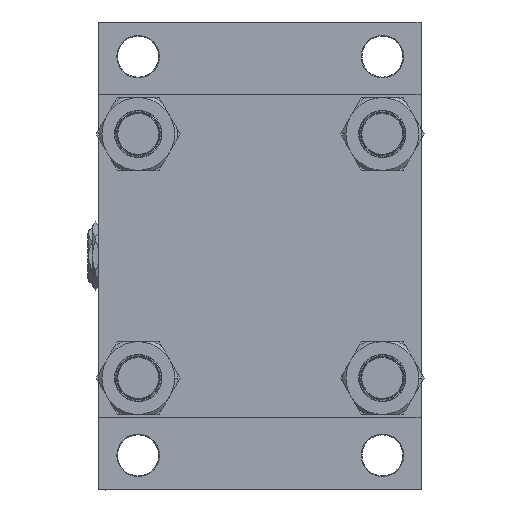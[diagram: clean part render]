
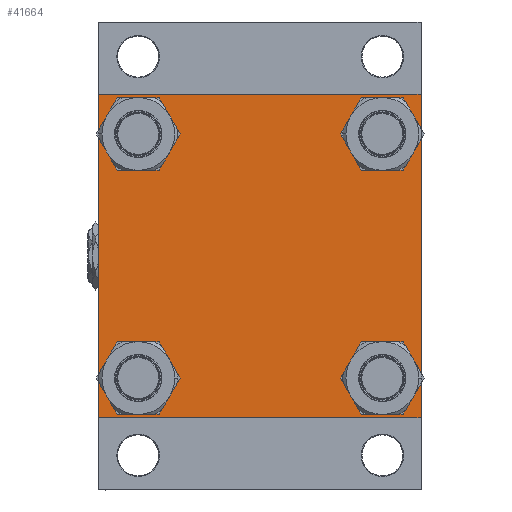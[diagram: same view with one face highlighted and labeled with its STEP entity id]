
A CAD part, left-side view. The second image highlights one B-rep face of the part: STEP entity #41664.
In plain terms, the highlighted planar face has unit normal (-1, 0, 0).
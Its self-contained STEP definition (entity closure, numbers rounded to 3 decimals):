
#313 = CARTESIAN_POINT ( 'NONE',  ( 0., -77.45, -77.45 ) ) ;
#320 = DIRECTION ( 'NONE',  ( 1., 0., 0. ) ) ;
#1053 = CIRCLE ( 'NONE', #30814, 14. ) ;
#1211 = ORIENTED_EDGE ( 'NONE', *, *, #16814, .T. ) ;
#2374 = DIRECTION ( 'NONE',  ( 1., 0., 0. ) ) ;
#2419 = AXIS2_PLACEMENT_3D ( 'NONE', #3618, #320, #49461 ) ;
#2522 = LINE ( 'NONE', #14355, #8264 ) ;
#3566 = CARTESIAN_POINT ( 'NONE',  ( 0., -102.25, -102.25 ) ) ;
#3618 = CARTESIAN_POINT ( 'NONE',  ( 0., 77.45, -77.45 ) ) ;
#3768 = EDGE_LOOP ( 'NONE', ( #33969, #37242 ) ) ;
#3982 = VECTOR ( 'NONE', #48347, 1000. ) ;
#4395 = EDGE_CURVE ( 'NONE', #43389, #43873, #1053, .T. ) ;
#4599 = FACE_BOUND ( 'NONE', #3768, .T. ) ;
#4601 = VECTOR ( 'NONE', #26733, 1000. ) ;
#4613 = DIRECTION ( 'NONE',  ( 1., 0., 0. ) ) ;
#4649 = VERTEX_POINT ( 'NONE', #40609 ) ;
#4988 = ORIENTED_EDGE ( 'NONE', *, *, #22493, .T. ) ;
#5573 = CARTESIAN_POINT ( 'NONE',  ( 0., -102.5, 102. ) ) ;
#6041 = EDGE_CURVE ( 'NONE', #42962, #8964, #26854, .T. ) ;
#6396 = VERTEX_POINT ( 'NONE', #31850 ) ;
#6580 = EDGE_CURVE ( 'NONE', #6396, #20231, #25292, .T. ) ;
#6804 = ORIENTED_EDGE ( 'NONE', *, *, #21654, .F. ) ;
#7025 = LINE ( 'NONE', #22378, #3982 ) ;
#7135 = CARTESIAN_POINT ( 'NONE',  ( 0., -102., 102.5 ) ) ;
#7502 = DIRECTION ( 'NONE',  ( 0., 0.707, 0.707 ) ) ;
#7766 = ORIENTED_EDGE ( 'NONE', *, *, #33422, .T. ) ;
#8126 = PLANE ( 'NONE',  #10154 ) ;
#8264 = VECTOR ( 'NONE', #33254, 1000. ) ;
#8964 = VERTEX_POINT ( 'NONE', #12624 ) ;
#9339 = CARTESIAN_POINT ( 'NONE',  ( 0., 102.5, -102.5 ) ) ;
#9638 = DIRECTION ( 'NONE',  ( 0., 0., 1. ) ) ;
#9904 = VERTEX_POINT ( 'NONE', #5573 ) ;
#10154 = AXIS2_PLACEMENT_3D ( 'NONE', #31035, #11908, #20212 ) ;
#10166 = VECTOR ( 'NONE', #10232, 1000. ) ;
#10232 = DIRECTION ( 'NONE',  ( 0., 0.707, -0.707 ) ) ;
#10457 = EDGE_CURVE ( 'NONE', #6396, #20692, #32406, .T. ) ;
#10612 = EDGE_LOOP ( 'NONE', ( #48595, #23602 ) ) ;
#11065 = DIRECTION ( 'NONE',  ( 0., 0., 1. ) ) ;
#11589 = AXIS2_PLACEMENT_3D ( 'NONE', #24482, #24733, #9638 ) ;
#11764 = VERTEX_POINT ( 'NONE', #31800 ) ;
#11908 = DIRECTION ( 'NONE',  ( -1., 0., 0. ) ) ;
#12336 = CARTESIAN_POINT ( 'NONE',  ( 0., 102.5, 102. ) ) ;
#12486 = CARTESIAN_POINT ( 'NONE',  ( 0., -77.45, 63.45 ) ) ;
#12624 = CARTESIAN_POINT ( 'NONE',  ( 0., -77.45, 91.45 ) ) ;
#12928 = VERTEX_POINT ( 'NONE', #46358 ) ;
#13300 = EDGE_CURVE ( 'NONE', #13935, #36889, #45596, .T. ) ;
#13362 = ORIENTED_EDGE ( 'NONE', *, *, #47770, .T. ) ;
#13676 = CIRCLE ( 'NONE', #2419, 14. ) ;
#13935 = VERTEX_POINT ( 'NONE', #20173 ) ;
#14355 = CARTESIAN_POINT ( 'NONE',  ( 0., 102.25, -102.25 ) ) ;
#14798 = LINE ( 'NONE', #22362, #40673 ) ;
#15302 = ORIENTED_EDGE ( 'NONE', *, *, #6580, .F. ) ;
#15563 = ORIENTED_EDGE ( 'NONE', *, *, #37057, .T. ) ;
#15635 = DIRECTION ( 'NONE',  ( 0., 0., 1. ) ) ;
#15672 = VERTEX_POINT ( 'NONE', #39352 ) ;
#16031 = CARTESIAN_POINT ( 'NONE',  ( 0., 102.5, 102.5 ) ) ;
#16180 = FACE_BOUND ( 'NONE', #10612, .T. ) ;
#16814 = EDGE_CURVE ( 'NONE', #43873, #43389, #31932, .T. ) ;
#18693 = LINE ( 'NONE', #3566, #4601 ) ;
#18865 = DIRECTION ( 'NONE',  ( 1., 0., 0. ) ) ;
#19455 = FACE_BOUND ( 'NONE', #47957, .T. ) ;
#19916 = DIRECTION ( 'NONE',  ( 1., 0., 0. ) ) ;
#20173 = CARTESIAN_POINT ( 'NONE',  ( 0., 77.45, 91.45 ) ) ;
#20212 = DIRECTION ( 'NONE',  ( 0., 0., 1. ) ) ;
#20231 = VERTEX_POINT ( 'NONE', #7135 ) ;
#20692 = VERTEX_POINT ( 'NONE', #12336 ) ;
#21159 = LINE ( 'NONE', #9339, #25710 ) ;
#21654 = EDGE_CURVE ( 'NONE', #9904, #15672, #7025, .T. ) ;
#22362 = CARTESIAN_POINT ( 'NONE',  ( 0., -102.25, 102.25 ) ) ;
#22378 = CARTESIAN_POINT ( 'NONE',  ( 0., -102.5, 102.5 ) ) ;
#22493 = EDGE_CURVE ( 'NONE', #12928, #34610, #21159, .T. ) ;
#22679 = EDGE_LOOP ( 'NONE', ( #28746, #7766, #4988, #13362, #6804, #48556, #15302, #27073 ) ) ;
#22830 = VECTOR ( 'NONE', #25541, 1000. ) ;
#23174 = EDGE_CURVE ( 'NONE', #4649, #11764, #13676, .T. ) ;
#23582 = EDGE_LOOP ( 'NONE', ( #36798, #1211 ) ) ;
#23602 = ORIENTED_EDGE ( 'NONE', *, *, #32312, .T. ) ;
#23868 = DIRECTION ( 'NONE',  ( 1., 0., 0. ) ) ;
#24482 = CARTESIAN_POINT ( 'NONE',  ( 0., -77.45, 77.45 ) ) ;
#24555 = CARTESIAN_POINT ( 'NONE',  ( 0., 102.5, 102.5 ) ) ;
#24733 = DIRECTION ( 'NONE',  ( 1., 0., 0. ) ) ;
#25292 = LINE ( 'NONE', #24555, #22830 ) ;
#25541 = DIRECTION ( 'NONE',  ( 0., -1., 0. ) ) ;
#25710 = VECTOR ( 'NONE', #36769, 1000. ) ;
#26733 = DIRECTION ( 'NONE',  ( 0., -0.707, 0.707 ) ) ;
#26854 = CIRCLE ( 'NONE', #11589, 14. ) ;
#27073 = ORIENTED_EDGE ( 'NONE', *, *, #10457, .T. ) ;
#27188 = CARTESIAN_POINT ( 'NONE',  ( 0., 77.45, 77.45 ) ) ;
#28746 = ORIENTED_EDGE ( 'NONE', *, *, #36194, .T. ) ;
#30652 = DIRECTION ( 'NONE',  ( 0., 0., -1. ) ) ;
#30814 = AXIS2_PLACEMENT_3D ( 'NONE', #313, #4613, #46922 ) ;
#30990 = CARTESIAN_POINT ( 'NONE',  ( 0., -77.45, -63.45 ) ) ;
#31035 = CARTESIAN_POINT ( 'NONE',  ( 0., 0., 0. ) ) ;
#31163 = DIRECTION ( 'NONE',  ( 0., 0., 1. ) ) ;
#31538 = FACE_BOUND ( 'NONE', #23582, .T. ) ;
#31800 = CARTESIAN_POINT ( 'NONE',  ( 0., 77.45, -91.45 ) ) ;
#31850 = CARTESIAN_POINT ( 'NONE',  ( 0., 102., 102.5 ) ) ;
#31932 = CIRCLE ( 'NONE', #43237, 14. ) ;
#32312 = EDGE_CURVE ( 'NONE', #11764, #4649, #41237, .T. ) ;
#32406 = LINE ( 'NONE', #48513, #10166 ) ;
#33254 = DIRECTION ( 'NONE',  ( 0., -0.707, -0.707 ) ) ;
#33422 = EDGE_CURVE ( 'NONE', #45341, #12928, #2522, .T. ) ;
#33521 = AXIS2_PLACEMENT_3D ( 'NONE', #38008, #18865, #11065 ) ;
#33969 = ORIENTED_EDGE ( 'NONE', *, *, #38880, .T. ) ;
#34122 = AXIS2_PLACEMENT_3D ( 'NONE', #27188, #42311, #38779 ) ;
#34610 = VERTEX_POINT ( 'NONE', #44909 ) ;
#35576 = FACE_OUTER_BOUND ( 'NONE', #22679, .T. ) ;
#35953 = CARTESIAN_POINT ( 'NONE',  ( 0., -77.45, 77.45 ) ) ;
#36194 = EDGE_CURVE ( 'NONE', #20692, #45341, #42997, .T. ) ;
#36271 = CARTESIAN_POINT ( 'NONE',  ( 0., 102.5, -102. ) ) ;
#36578 = CIRCLE ( 'NONE', #47839, 14. ) ;
#36769 = DIRECTION ( 'NONE',  ( 0., -1., 0. ) ) ;
#36798 = ORIENTED_EDGE ( 'NONE', *, *, #4395, .T. ) ;
#36889 = VERTEX_POINT ( 'NONE', #37294 ) ;
#37057 = EDGE_CURVE ( 'NONE', #36889, #13935, #40566, .T. ) ;
#37242 = ORIENTED_EDGE ( 'NONE', *, *, #6041, .T. ) ;
#37294 = CARTESIAN_POINT ( 'NONE',  ( 0., 77.45, 63.45 ) ) ;
#38008 = CARTESIAN_POINT ( 'NONE',  ( 0., 77.45, 77.45 ) ) ;
#38779 = DIRECTION ( 'NONE',  ( 0., 0., 1. ) ) ;
#38880 = EDGE_CURVE ( 'NONE', #8964, #42962, #36578, .T. ) ;
#39352 = CARTESIAN_POINT ( 'NONE',  ( 0., -102.5, -102. ) ) ;
#40421 = AXIS2_PLACEMENT_3D ( 'NONE', #46121, #19916, #15635 ) ;
#40566 = CIRCLE ( 'NONE', #34122, 14. ) ;
#40609 = CARTESIAN_POINT ( 'NONE',  ( 0., 77.45, -63.45 ) ) ;
#40673 = VECTOR ( 'NONE', #7502, 1000. ) ;
#40950 = EDGE_CURVE ( 'NONE', #9904, #20231, #14798, .T. ) ;
#41237 = CIRCLE ( 'NONE', #40421, 14. ) ;
#41664 = ADVANCED_FACE ( 'NONE', ( #4599, #31538, #16180, #19455, #35576 ), #8126, .T. ) ;
#42281 = CARTESIAN_POINT ( 'NONE',  ( 0., -77.45, -91.45 ) ) ;
#42311 = DIRECTION ( 'NONE',  ( 1., 0., 0. ) ) ;
#42485 = ORIENTED_EDGE ( 'NONE', *, *, #13300, .T. ) ;
#42962 = VERTEX_POINT ( 'NONE', #12486 ) ;
#42997 = LINE ( 'NONE', #16031, #48604 ) ;
#43237 = AXIS2_PLACEMENT_3D ( 'NONE', #48226, #2374, #48704 ) ;
#43389 = VERTEX_POINT ( 'NONE', #30990 ) ;
#43873 = VERTEX_POINT ( 'NONE', #42281 ) ;
#44909 = CARTESIAN_POINT ( 'NONE',  ( 0., -102., -102.5 ) ) ;
#45341 = VERTEX_POINT ( 'NONE', #36271 ) ;
#45596 = CIRCLE ( 'NONE', #33521, 14. ) ;
#46121 = CARTESIAN_POINT ( 'NONE',  ( 0., 77.45, -77.45 ) ) ;
#46358 = CARTESIAN_POINT ( 'NONE',  ( 0., 102., -102.5 ) ) ;
#46922 = DIRECTION ( 'NONE',  ( 0., 0., 1. ) ) ;
#47770 = EDGE_CURVE ( 'NONE', #34610, #15672, #18693, .T. ) ;
#47839 = AXIS2_PLACEMENT_3D ( 'NONE', #35953, #23868, #31163 ) ;
#47957 = EDGE_LOOP ( 'NONE', ( #42485, #15563 ) ) ;
#48226 = CARTESIAN_POINT ( 'NONE',  ( 0., -77.45, -77.45 ) ) ;
#48347 = DIRECTION ( 'NONE',  ( 0., 0., -1. ) ) ;
#48513 = CARTESIAN_POINT ( 'NONE',  ( 0., 102.25, 102.25 ) ) ;
#48556 = ORIENTED_EDGE ( 'NONE', *, *, #40950, .T. ) ;
#48595 = ORIENTED_EDGE ( 'NONE', *, *, #23174, .T. ) ;
#48604 = VECTOR ( 'NONE', #30652, 1000. ) ;
#48704 = DIRECTION ( 'NONE',  ( 0., 0., 1. ) ) ;
#49461 = DIRECTION ( 'NONE',  ( 0., 0., 1. ) ) ;
